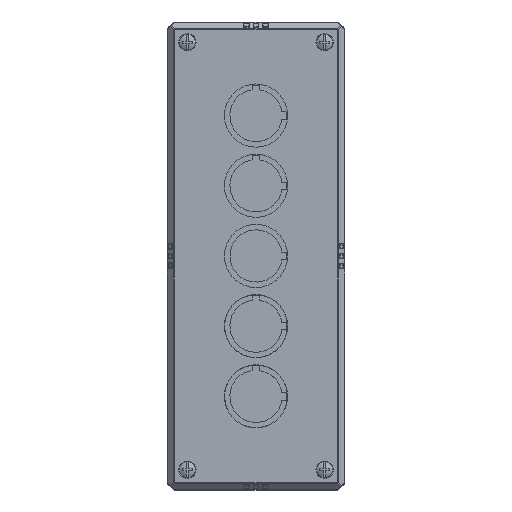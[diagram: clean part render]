
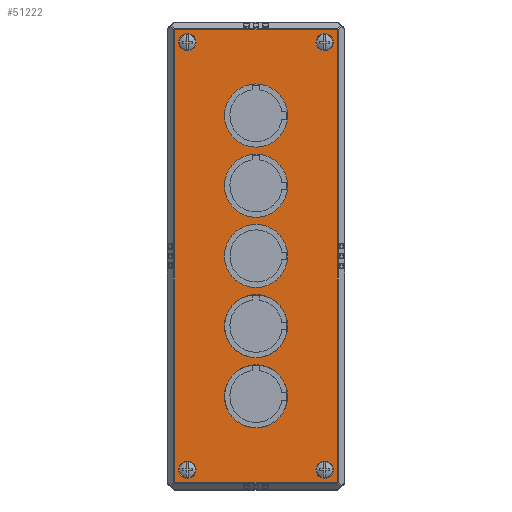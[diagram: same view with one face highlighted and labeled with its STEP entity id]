
A CAD part, top view. The second image highlights one B-rep face of the part: STEP entity #51222.
In plain terms, the highlighted face is planar.
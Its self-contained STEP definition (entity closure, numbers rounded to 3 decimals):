
#2427=FACE_BOUND('',#9382,.T.);
#2428=FACE_BOUND('',#9383,.T.);
#2429=FACE_BOUND('',#9384,.T.);
#2430=FACE_BOUND('',#9385,.T.);
#2431=FACE_BOUND('',#9386,.T.);
#2432=FACE_BOUND('',#9387,.T.);
#2433=FACE_BOUND('',#9388,.T.);
#2434=FACE_BOUND('',#9389,.T.);
#2435=FACE_BOUND('',#9390,.T.);
#3345=PLANE('',#55371);
#6117=FACE_OUTER_BOUND('',#9381,.T.);
#9381=EDGE_LOOP('',(#45526,#45527,#45528,#45529));
#9382=EDGE_LOOP('',(#45530));
#9383=EDGE_LOOP('',(#45531));
#9384=EDGE_LOOP('',(#45532));
#9385=EDGE_LOOP('',(#45533));
#9386=EDGE_LOOP('',(#45534));
#9387=EDGE_LOOP('',(#45535));
#9388=EDGE_LOOP('',(#45536));
#9389=EDGE_LOOP('',(#45537));
#9390=EDGE_LOOP('',(#45538));
#11418=CIRCLE('',#55339,13.5);
#11431=CIRCLE('',#55354,13.5);
#11442=CIRCLE('',#55367,3.7);
#11446=CIRCLE('',#55372,3.7);
#11447=CIRCLE('',#55373,3.7);
#11448=CIRCLE('',#55374,13.5);
#11449=CIRCLE('',#55375,13.5);
#11450=CIRCLE('',#55376,13.5);
#11451=CIRCLE('',#55377,3.7);
#15122=LINE('',#102707,#18879);
#15123=LINE('',#102709,#18880);
#15124=LINE('',#102711,#18881);
#15125=LINE('',#102712,#18882);
#18879=VECTOR('',#66675,10.);
#18880=VECTOR('',#66676,10.);
#18881=VECTOR('',#66677,10.);
#18882=VECTOR('',#66678,10.);
#24793=VERTEX_POINT('',#102621);
#24811=VERTEX_POINT('',#102660);
#24828=VERTEX_POINT('',#102697);
#24831=VERTEX_POINT('',#102705);
#24832=VERTEX_POINT('',#102706);
#24833=VERTEX_POINT('',#102708);
#24834=VERTEX_POINT('',#102710);
#24835=VERTEX_POINT('',#102713);
#24836=VERTEX_POINT('',#102715);
#24837=VERTEX_POINT('',#102717);
#24838=VERTEX_POINT('',#102719);
#24839=VERTEX_POINT('',#102721);
#24840=VERTEX_POINT('',#102723);
#31795=EDGE_CURVE('',#24793,#24793,#11418,.T.);
#31814=EDGE_CURVE('',#24811,#24811,#11431,.T.);
#31831=EDGE_CURVE('',#24828,#24828,#11442,.T.);
#31835=EDGE_CURVE('',#24831,#24832,#15122,.T.);
#31836=EDGE_CURVE('',#24833,#24831,#15123,.T.);
#31837=EDGE_CURVE('',#24834,#24833,#15124,.T.);
#31838=EDGE_CURVE('',#24832,#24834,#15125,.T.);
#31839=EDGE_CURVE('',#24835,#24835,#11446,.T.);
#31840=EDGE_CURVE('',#24836,#24836,#11447,.T.);
#31841=EDGE_CURVE('',#24837,#24837,#11448,.T.);
#31842=EDGE_CURVE('',#24838,#24838,#11449,.T.);
#31843=EDGE_CURVE('',#24839,#24839,#11450,.T.);
#31844=EDGE_CURVE('',#24840,#24840,#11451,.T.);
#45526=ORIENTED_EDGE('',*,*,#31835,.F.);
#45527=ORIENTED_EDGE('',*,*,#31836,.F.);
#45528=ORIENTED_EDGE('',*,*,#31837,.F.);
#45529=ORIENTED_EDGE('',*,*,#31838,.F.);
#45530=ORIENTED_EDGE('',*,*,#31839,.F.);
#45531=ORIENTED_EDGE('',*,*,#31840,.F.);
#45532=ORIENTED_EDGE('',*,*,#31841,.T.);
#45533=ORIENTED_EDGE('',*,*,#31795,.T.);
#45534=ORIENTED_EDGE('',*,*,#31842,.T.);
#45535=ORIENTED_EDGE('',*,*,#31814,.T.);
#45536=ORIENTED_EDGE('',*,*,#31843,.T.);
#45537=ORIENTED_EDGE('',*,*,#31844,.F.);
#45538=ORIENTED_EDGE('',*,*,#31831,.F.);
#51222=ADVANCED_FACE('',(#6117,#2427,#2428,#2429,#2430,#2431,#2432,#2433,
#2434,#2435),#3345,.T.);
#55339=AXIS2_PLACEMENT_3D('',#102623,#66597,#66598);
#55354=AXIS2_PLACEMENT_3D('',#102662,#66633,#66634);
#55367=AXIS2_PLACEMENT_3D('',#102698,#66665,#66666);
#55371=AXIS2_PLACEMENT_3D('',#102704,#66673,#66674);
#55372=AXIS2_PLACEMENT_3D('',#102714,#66679,#66680);
#55373=AXIS2_PLACEMENT_3D('',#102716,#66681,#66682);
#55374=AXIS2_PLACEMENT_3D('',#102718,#66683,#66684);
#55375=AXIS2_PLACEMENT_3D('',#102720,#66685,#66686);
#55376=AXIS2_PLACEMENT_3D('',#102722,#66687,#66688);
#55377=AXIS2_PLACEMENT_3D('',#102724,#66689,#66690);
#66597=DIRECTION('center_axis',(0.,-1.,0.));
#66598=DIRECTION('ref_axis',(1.,0.,0.));
#66633=DIRECTION('center_axis',(0.,-1.,0.));
#66634=DIRECTION('ref_axis',(1.,0.,0.));
#66665=DIRECTION('center_axis',(0.,1.,0.));
#66666=DIRECTION('ref_axis',(-1.,0.,0.));
#66673=DIRECTION('center_axis',(0.,1.,0.));
#66674=DIRECTION('ref_axis',(0.,0.,1.));
#66675=DIRECTION('',(0.,0.,1.));
#66676=DIRECTION('',(1.,0.,0.));
#66677=DIRECTION('',(0.,0.,-1.));
#66678=DIRECTION('',(-1.,0.,0.));
#66679=DIRECTION('center_axis',(0.,1.,0.));
#66680=DIRECTION('ref_axis',(-1.,0.,0.));
#66681=DIRECTION('center_axis',(0.,1.,0.));
#66682=DIRECTION('ref_axis',(-1.,0.,0.));
#66683=DIRECTION('center_axis',(0.,-1.,0.));
#66684=DIRECTION('ref_axis',(1.,0.,0.));
#66685=DIRECTION('center_axis',(0.,-1.,0.));
#66686=DIRECTION('ref_axis',(1.,0.,0.));
#66687=DIRECTION('center_axis',(0.,-1.,0.));
#66688=DIRECTION('ref_axis',(1.,0.,0.));
#66689=DIRECTION('center_axis',(0.,1.,0.));
#66690=DIRECTION('ref_axis',(-1.,0.,0.));
#102621=CARTESIAN_POINT('',(0.,22.,43.5));
#102623=CARTESIAN_POINT('Origin',(0.,22.,30.));
#102660=CARTESIAN_POINT('',(0.,22.,73.5));
#102662=CARTESIAN_POINT('Origin',(0.,22.,60.));
#102697=CARTESIAN_POINT('',(29.3,22.,95.05));
#102698=CARTESIAN_POINT('Origin',(29.3,22.,91.35));
#102704=CARTESIAN_POINT('Origin',(0.,22.,0.));
#102705=CARTESIAN_POINT('',(34.793,22.,-96.793));
#102706=CARTESIAN_POINT('',(34.793,22.,96.793));
#102707=CARTESIAN_POINT('',(34.793,22.,24.25));
#102708=CARTESIAN_POINT('',(-34.793,22.,-96.793));
#102709=CARTESIAN_POINT('',(8.75,22.,-96.793));
#102710=CARTESIAN_POINT('',(-34.793,22.,96.793));
#102711=CARTESIAN_POINT('',(-34.793,22.,-24.25));
#102712=CARTESIAN_POINT('',(-8.75,22.,96.793));
#102713=CARTESIAN_POINT('',(29.3,22.,-87.65));
#102714=CARTESIAN_POINT('Origin',(29.3,22.,-91.35));
#102715=CARTESIAN_POINT('',(-29.3,22.,95.05));
#102716=CARTESIAN_POINT('Origin',(-29.3,22.,91.35));
#102717=CARTESIAN_POINT('',(-13.5,22.,-30.));
#102718=CARTESIAN_POINT('Origin',(0.,22.,-30.));
#102719=CARTESIAN_POINT('',(-13.5,22.,-60.));
#102720=CARTESIAN_POINT('Origin',(0.,22.,-60.));
#102721=CARTESIAN_POINT('',(-13.5,22.,0.));
#102722=CARTESIAN_POINT('Origin',(0.,22.,0.));
#102723=CARTESIAN_POINT('',(-29.3,22.,-87.65));
#102724=CARTESIAN_POINT('Origin',(-29.3,22.,-91.35));
